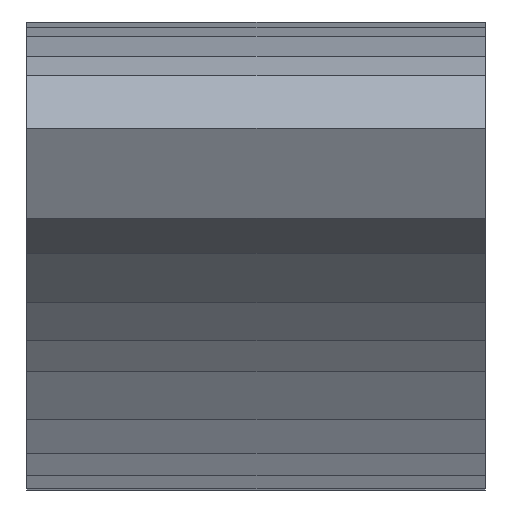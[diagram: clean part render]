
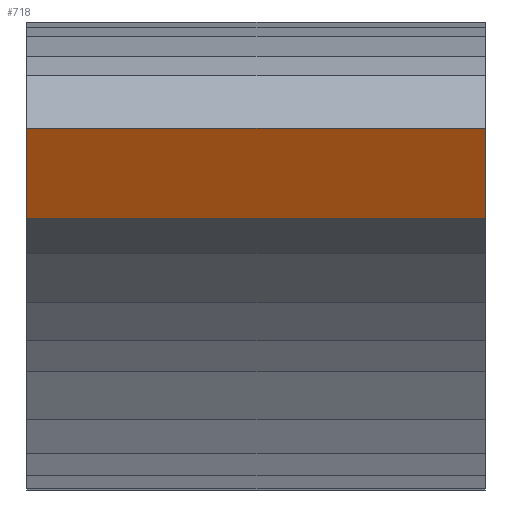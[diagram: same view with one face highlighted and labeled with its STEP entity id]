
A CAD part, left-side view. The second image highlights one B-rep face of the part: STEP entity #718.
In plain terms, the highlighted planar face has unit normal (-0.89, 0, -0.456).
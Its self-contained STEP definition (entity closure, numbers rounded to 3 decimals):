
#32=FACE_OUTER_BOUND('',#68,.T.);
#68=EDGE_LOOP('',(#529,#530,#531,#532));
#138=LINE('',#1068,#240);
#139=LINE('',#1071,#241);
#140=LINE('',#1073,#242);
#141=LINE('',#1074,#243);
#240=VECTOR('',#874,10.);
#241=VECTOR('',#877,10.);
#242=VECTOR('',#878,10.);
#243=VECTOR('',#879,10.);
#325=VERTEX_POINT('',#1064);
#326=VERTEX_POINT('',#1066);
#327=VERTEX_POINT('',#1070);
#328=VERTEX_POINT('',#1072);
#410=EDGE_CURVE('',#325,#326,#138,.T.);
#411=EDGE_CURVE('',#327,#325,#139,.T.);
#412=EDGE_CURVE('',#328,#326,#140,.T.);
#413=EDGE_CURVE('',#327,#328,#141,.T.);
#529=ORIENTED_EDGE('',*,*,#411,.T.);
#530=ORIENTED_EDGE('',*,*,#410,.T.);
#531=ORIENTED_EDGE('',*,*,#412,.F.);
#532=ORIENTED_EDGE('',*,*,#413,.F.);
#682=PLANE('',#768);
#718=ADVANCED_FACE('',(#32),#682,.T.);
#768=AXIS2_PLACEMENT_3D('',#1069,#875,#876);
#874=DIRECTION('',(0.,1.,0.));
#875=DIRECTION('center_axis',(-0.89,0.,-0.456));
#876=DIRECTION('ref_axis',(-0.456,0.,0.89));
#877=DIRECTION('',(-0.456,0.,0.89));
#878=DIRECTION('',(-0.456,0.,0.89));
#879=DIRECTION('',(0.,1.,0.));
#1064=CARTESIAN_POINT('',(5.931,0.,24.164));
#1066=CARTESIAN_POINT('',(5.931,10.,24.164));
#1068=CARTESIAN_POINT('',(5.931,0.,24.164));
#1069=CARTESIAN_POINT('Origin',(6.938,0.,22.199));
#1070=CARTESIAN_POINT('',(6.938,0.,22.199));
#1071=CARTESIAN_POINT('',(6.938,0.,22.199));
#1072=CARTESIAN_POINT('',(6.938,10.,22.199));
#1073=CARTESIAN_POINT('',(6.938,10.,22.199));
#1074=CARTESIAN_POINT('',(6.938,0.,22.199));
